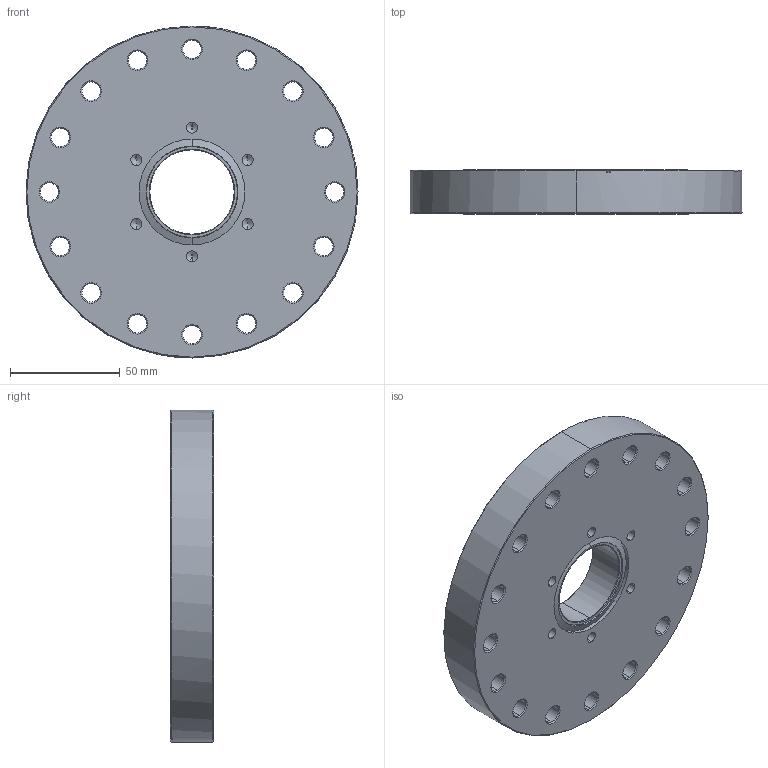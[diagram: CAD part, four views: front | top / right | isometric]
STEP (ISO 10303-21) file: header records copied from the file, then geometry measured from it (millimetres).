
FILE_DESCRIPTION (( 'STEP AP214' ), '1' );
FILE_NAME ('CFA100-38D.STEP', '2010-12-20T14:45:50', ( 'Hositrad' ), ( 'Hositrad' ), 'SwSTEP 2.0', 'SolidWorks 2010', '' );
FILE_SCHEMA (( 'AUTOMOTIVE_DESIGN' ));
Length unit declared in the file: millimetre
Products named in the file (1): CFA100-38D
Bounding box: 151.6 x 19.9 x 151.6 mm (x, y, z)
Volume: 303194.5 mm3; surface area: 54174.2 mm2
Topology: 1 solids, 1 shells, 158 faces, 372 edges, 211 vertices
Faces by surface type: cone 93, cylinder 52, plane 11, torus 2
Entity records: 4993 total; most frequent: DIRECTION 871, CARTESIAN_POINT 742, ORIENTED_EDGE 720, EDGE_CURVE 360, AXIS2_PLACEMENT_3D 356, VERTEX_POINT 211, EDGE_LOOP 199, CIRCLE 197
